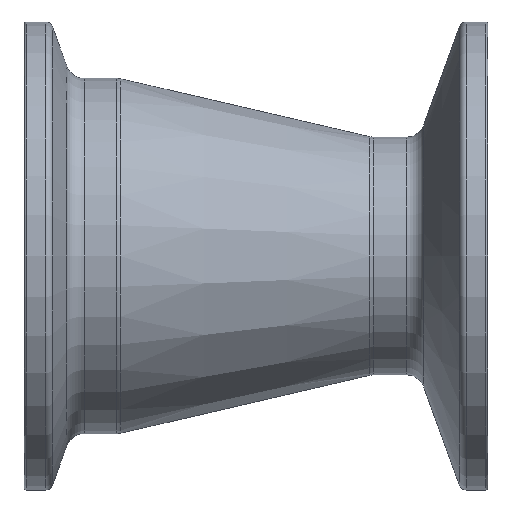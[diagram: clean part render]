
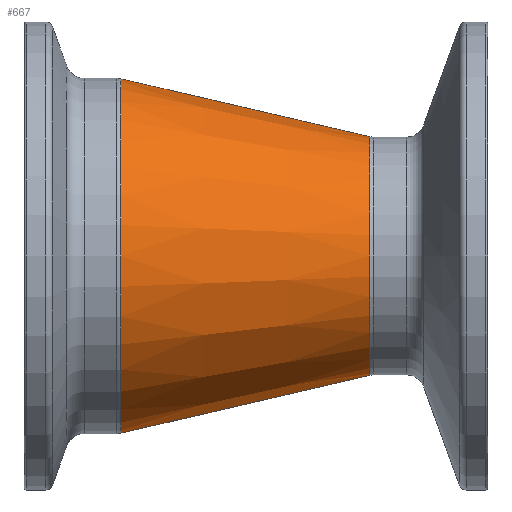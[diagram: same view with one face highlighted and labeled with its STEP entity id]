
A CAD part, front view. The second image highlights one B-rep face of the part: STEP entity #667.
In plain terms, the highlighted conical face has half-angle 13.091 degrees and reference radius 12.877 mm.
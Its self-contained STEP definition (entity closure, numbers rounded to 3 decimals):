
#43 = AXIS2_PLACEMENT_3D ( 'NONE', #407, #820, #703 ) ;
#73 = DIRECTION ( 'NONE',  ( -0.974, 0., 0.226 ) ) ;
#126 = ORIENTED_EDGE ( 'NONE', *, *, #1412, .T. ) ;
#179 = FACE_OUTER_BOUND ( 'NONE', #1308, .T. ) ;
#240 = CARTESIAN_POINT ( 'NONE',  ( 37.274, 0., -12.877 ) ) ;
#256 = CARTESIAN_POINT ( 'NONE',  ( 37.274, 0., -12.877 ) ) ;
#333 = VERTEX_POINT ( 'NONE', #240 ) ;
#334 = ORIENTED_EDGE ( 'NONE', *, *, #1065, .F. ) ;
#366 = ORIENTED_EDGE ( 'NONE', *, *, #1553, .F. ) ;
#375 = DIRECTION ( 'NONE',  ( 0., 0., 1. ) ) ;
#407 = CARTESIAN_POINT ( 'NONE',  ( 37.274, 0., 0. ) ) ;
#438 = AXIS2_PLACEMENT_3D ( 'NONE', #1035, #1318, #1570 ) ;
#621 = CARTESIAN_POINT ( 'NONE',  ( 37.274, 0., 12.877 ) ) ;
#667 = ADVANCED_FACE ( 'NONE', ( #179 ), #1328, .T. ) ;
#686 = CIRCLE ( 'NONE', #1499, 19.123 ) ;
#697 = ORIENTED_EDGE ( 'NONE', *, *, #1646, .T. ) ;
#703 = DIRECTION ( 'NONE',  ( 0., 0., 1. ) ) ;
#789 = DIRECTION ( 'NONE',  ( -0.974, 0., -0.226 ) ) ;
#820 = DIRECTION ( 'NONE',  ( -1., 0., 0. ) ) ;
#851 = VERTEX_POINT ( 'NONE', #1365 ) ;
#1035 = CARTESIAN_POINT ( 'NONE',  ( 37.274, 0., 0. ) ) ;
#1052 = CARTESIAN_POINT ( 'NONE',  ( 10.415, 0., -19.123 ) ) ;
#1065 = EDGE_CURVE ( 'NONE', #1146, #1410, #686, .T. ) ;
#1103 = CIRCLE ( 'NONE', #438, 12.877 ) ;
#1146 = VERTEX_POINT ( 'NONE', #1052 ) ;
#1208 = VECTOR ( 'NONE', #789, 1000. ) ;
#1307 = LINE ( 'NONE', #256, #1208 ) ;
#1308 = EDGE_LOOP ( 'NONE', ( #366, #697, #126, #334 ) ) ;
#1318 = DIRECTION ( 'NONE',  ( -1., 0., 0. ) ) ;
#1328 = CONICAL_SURFACE ( 'NONE', #43, 12.877, 0.228 ) ;
#1365 = CARTESIAN_POINT ( 'NONE',  ( 37.274, 0., 12.877 ) ) ;
#1380 = CARTESIAN_POINT ( 'NONE',  ( 10.415, 0., 19.123 ) ) ;
#1406 = DIRECTION ( 'NONE',  ( -1., 0., 0. ) ) ;
#1410 = VERTEX_POINT ( 'NONE', #1380 ) ;
#1412 = EDGE_CURVE ( 'NONE', #851, #1410, #1505, .T. ) ;
#1434 = CARTESIAN_POINT ( 'NONE',  ( 10.415, 0., 0. ) ) ;
#1499 = AXIS2_PLACEMENT_3D ( 'NONE', #1434, #1406, #375 ) ;
#1505 = LINE ( 'NONE', #621, #1706 ) ;
#1553 = EDGE_CURVE ( 'NONE', #333, #1146, #1307, .T. ) ;
#1570 = DIRECTION ( 'NONE',  ( 0., 0., 1. ) ) ;
#1646 = EDGE_CURVE ( 'NONE', #333, #851, #1103, .T. ) ;
#1706 = VECTOR ( 'NONE', #73, 1000. ) ;
